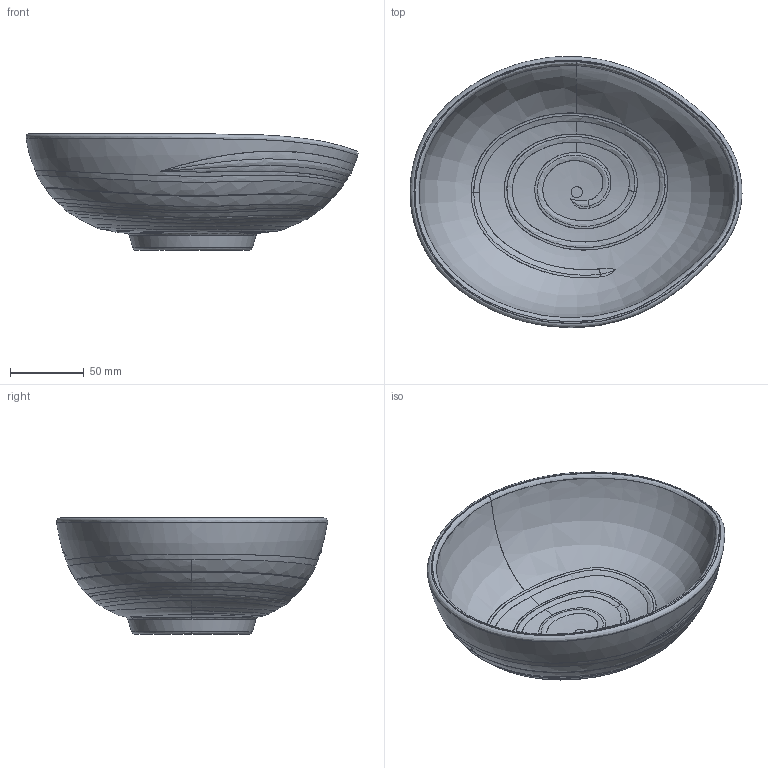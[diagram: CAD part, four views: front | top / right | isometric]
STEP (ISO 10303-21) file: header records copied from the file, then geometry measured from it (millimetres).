
FILE_DESCRIPTION(('FreeCAD Model'),'2;1');
FILE_NAME('Open CASCADE Shape Model','2025-05-04T10:39:21',('FreeCAD'),( 'FreeCAD'),'Open CASCADE STEP processor 7.6','FreeCAD','Unknown');
FILE_SCHEMA(('AUTOMOTIVE_DESIGN { 1 0 10303 214 1 1 1 1 }'));
Products named in the file (1): Open CASCADE STEP translator 7.6 1
Bounding box: 224.73 x 183.59 x 79.2 mm (x, y, z)
Surface area: 106242.4 mm2 (no closed solid volume)
Topology: 0 solids, 49 shells, 49 faces, 636 edges, 619 vertices
Faces by surface type: bspline 49
Entity records: 46129 total; most frequent: CARTESIAN_POINT 43426, ORIENTED_EDGE 629, EDGE_CURVE 624, VERTEX_POINT 619, B_SPLINE_CURVE_WITH_KNOTS 548, FACE_BOUND 51, EDGE_LOOP 51, SHELL_BASED_SURFACE_MODEL 49
